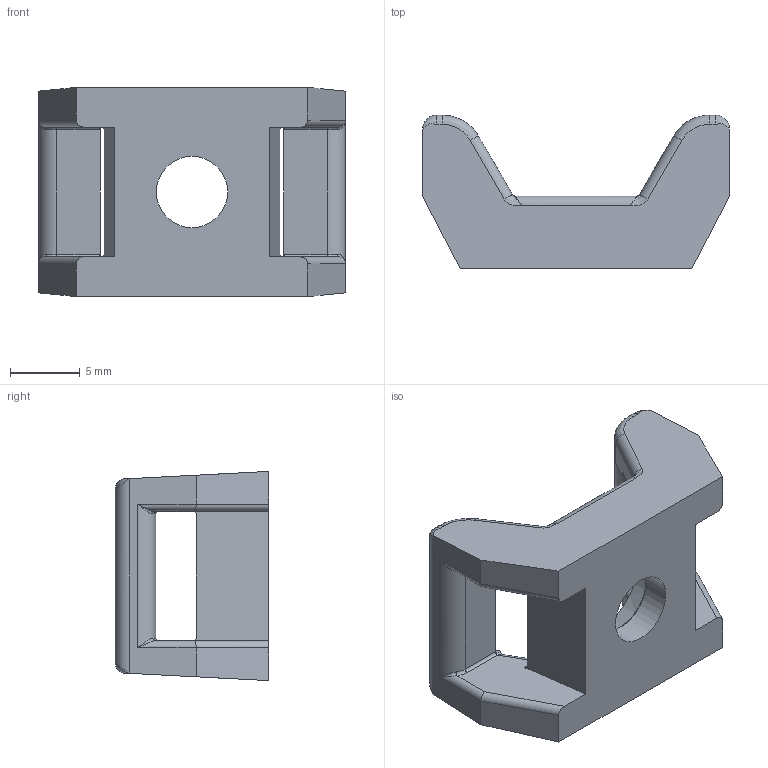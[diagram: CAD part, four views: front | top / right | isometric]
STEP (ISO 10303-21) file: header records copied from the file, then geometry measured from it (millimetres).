
FILE_DESCRIPTION(/* description */ (''),/* implementation_level */ '2;1');
FILE_NAME(/* name */ '11381_KriTec_Universal-Kabelbinderblock.stp',/* time_stamp */ '2021-12-14T14:18:54+01:00',/* author */ ('Nell'),/* organization */ (''),/* preprocessor_version */ 'ST-DEVELOPER v17',/* originating_system */ 'Autodesk Inventor 2018',/* authorisation */ '');
FILE_SCHEMA (('AUTOMOTIVE_DESIGN { 1 0 10303 214 3 1 1 }'));
Length unit declared in the file: millimetre
Products named in the file (1): 11381_KriTec_Universal-Kabelbinderblock
Bounding box: 22 x 11 x 15 mm (x, y, z)
Volume: 1270.5 mm3; surface area: 1405.2 mm2
Topology: 1 solids, 1 shells, 104 faces, 275 edges, 158 vertices
Faces by surface type: cylinder 41, plane 29, bspline 28, torus 4, cone 2
Full cylindrical faces by diameter (mm): 5.1 x1
Entity records: 5418 total; most frequent: CARTESIAN_POINT 3056, ORIENTED_EDGE 526, DIRECTION 439, EDGE_CURVE 263, AXIS2_PLACEMENT_3D 159, VERTEX_POINT 158, LINE 121, VECTOR 121
